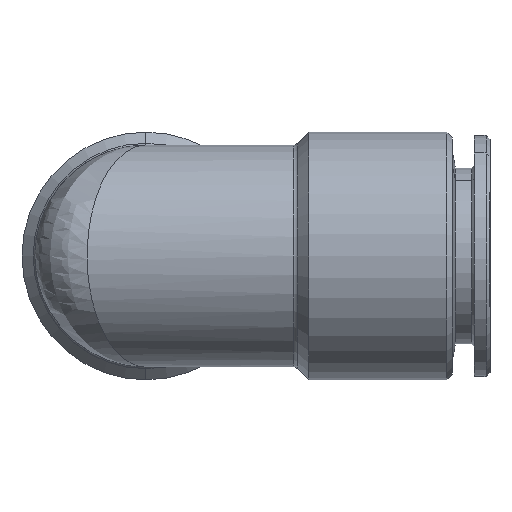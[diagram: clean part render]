
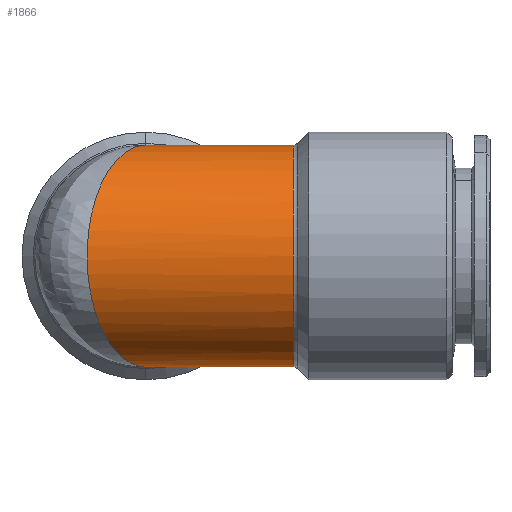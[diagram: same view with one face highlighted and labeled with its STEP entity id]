
A CAD part, left-side view. The second image highlights one B-rep face of the part: STEP entity #1866.
In plain terms, the highlighted cylindrical face has radius 8.5 mm (diameter 17 mm), a partial arc.
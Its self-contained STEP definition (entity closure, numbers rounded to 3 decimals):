
#198 = CARTESIAN_POINT ( 'NONE',  ( 0., 0., 8.5 ) ) ;
#237 = DIRECTION ( 'NONE',  ( 0., -1., 0. ) ) ;
#238 = VECTOR ( 'NONE', #237, 1000. ) ;
#239 = CARTESIAN_POINT ( 'NONE',  ( 0., 24.042, -8.5 ) ) ;
#241 = LINE ( 'NONE', #239, #238 ) ;
#245 = CARTESIAN_POINT ( 'NONE',  ( 0., 0., -8.5 ) ) ;
#263 = VECTOR ( 'NONE', #283, 1000. ) ;
#283 = DIRECTION ( 'NONE',  ( 0., -1., 0. ) ) ;
#327 = CARTESIAN_POINT ( 'NONE',  ( 0., 24.042, 8.5 ) ) ;
#363 = LINE ( 'NONE', #327, #263 ) ;
#834 = DIRECTION ( 'NONE',  ( 0., 0., -1. ) ) ;
#835 = DIRECTION ( 'NONE',  ( 0., -1., 0. ) ) ;
#836 = AXIS2_PLACEMENT_3D ( 'NONE', #838, #835, #834 ) ;
#838 = CARTESIAN_POINT ( 'NONE',  ( 0., 24.042, 0. ) ) ;
#839 = CYLINDRICAL_SURFACE ( 'NONE', #836, 8.5 ) ;
#892 = CARTESIAN_POINT ( 'NONE',  ( 0., 0., -8.5 ) ) ;
#893 = CARTESIAN_POINT ( 'NONE',  ( -17., 9., -8.5 ) ) ;
#894 = CARTESIAN_POINT ( 'NONE',  ( -17., 9., 8.5 ) ) ;
#895 = CARTESIAN_POINT ( 'NONE',  ( 0., 0., 8.5 ) ) ;
#896 =( BOUNDED_CURVE ( )  B_SPLINE_CURVE ( 3, ( #895, #894, #893, #892 ),
 .UNSPECIFIED., .F., .T. ) 
 B_SPLINE_CURVE_WITH_KNOTS ( ( 4, 4 ),
 ( 1.571, 4.712 ),
 .UNSPECIFIED. ) 
 CURVE ( )  GEOMETRIC_REPRESENTATION_ITEM ( )  RATIONAL_B_SPLINE_CURVE ( ( 1., 0.333, 0.333, 1. ) ) 
 REPRESENTATION_ITEM ( '' )  );
#946 = FACE_OUTER_BOUND ( 'NONE', #1857, .T. ) ;
#1128 = CARTESIAN_POINT ( 'NONE',  ( 0., -11.293, 8.5 ) ) ;
#1180 = DIRECTION ( 'NONE',  ( 0., 0., 1. ) ) ;
#1181 = DIRECTION ( 'NONE',  ( 0., 1., 0. ) ) ;
#1182 = CARTESIAN_POINT ( 'NONE',  ( 0., -11.293, 0. ) ) ;
#1183 = AXIS2_PLACEMENT_3D ( 'NONE', #1182, #1181, #1180 ) ;
#1184 = CIRCLE ( 'NONE', #1183, 8.5 ) ;
#1350 = VERTEX_POINT ( 'NONE', #1978 ) ;
#1379 = EDGE_CURVE ( 'NONE', #1350, #1463, #1184, .T. ) ;
#1463 = VERTEX_POINT ( 'NONE', #1128 ) ;
#1527 = VERTEX_POINT ( 'NONE', #198 ) ;
#1545 = VERTEX_POINT ( 'NONE', #245 ) ;
#1552 = EDGE_CURVE ( 'NONE', #1545, #1350, #241, .T. ) ;
#1553 = EDGE_CURVE ( 'NONE', #1527, #1463, #363, .T. ) ;
#1851 = EDGE_CURVE ( 'NONE', #1527, #1545, #896, .T. ) ;
#1855 = ORIENTED_EDGE ( 'NONE', *, *, #1552, .T. ) ;
#1857 = EDGE_LOOP ( 'NONE', ( #1863, #1867, #1855, #1862 ) ) ;
#1862 = ORIENTED_EDGE ( 'NONE', *, *, #1379, .T. ) ;
#1863 = ORIENTED_EDGE ( 'NONE', *, *, #1553, .F. ) ;
#1866 = ADVANCED_FACE ( 'NONE', ( #946 ), #839, .T. ) ;
#1867 = ORIENTED_EDGE ( 'NONE', *, *, #1851, .T. ) ;
#1978 = CARTESIAN_POINT ( 'NONE',  ( 0., -11.293, -8.5 ) ) ;
